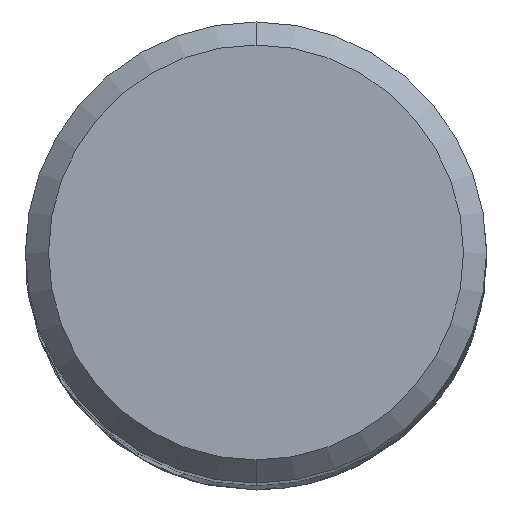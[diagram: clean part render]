
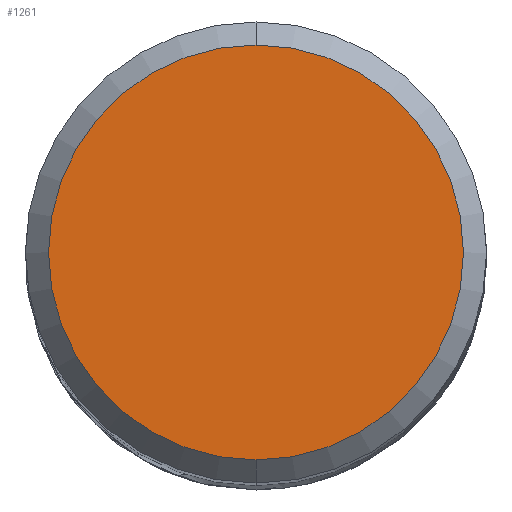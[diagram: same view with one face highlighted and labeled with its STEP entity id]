
A CAD part, top view. The second image highlights one B-rep face of the part: STEP entity #1261.
In plain terms, the highlighted planar face has unit normal (0, 0, 1).
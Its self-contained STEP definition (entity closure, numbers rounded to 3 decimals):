
#589=VERTEX_POINT('',#1518);
#733=VERTEX_POINT('',#1676);
#901=EDGE_CURVE('',#733,#589,#1863,.T.);
#1251=EDGE_CURVE('',#589,#733,#2243,.T.);
#1261=ADVANCED_FACE('',(#2253),#2254,.T.);
#1518=CARTESIAN_POINT('',(0.0,7.2,0.0));
#1676=CARTESIAN_POINT('',(0.,-7.2,0.0));
#1863=CIRCLE('',#8712,7.2);
#2243=CIRCLE('',#12521,7.2);
#2253=FACE_OUTER_BOUND('',#12542,.T.);
#2254=PLANE('',#12543);
#8712=AXIS2_PLACEMENT_3D('',#14362,#14363,#14364);
#12521=AXIS2_PLACEMENT_3D('',#14768,#14769,#14770);
#12542=EDGE_LOOP('',(#14775,#14776));
#12543=AXIS2_PLACEMENT_3D('',#14777,#14778,#14779);
#14362=CARTESIAN_POINT('',(0.0,0.0,0.0));
#14363=DIRECTION('',(0.0,0.0,-1.0));
#14364=DIRECTION('',(0.0,1.0,0.0));
#14768=CARTESIAN_POINT('',(0.0,0.0,0.0));
#14769=DIRECTION('',(0.0,0.0,-1.0));
#14770=DIRECTION('',(0.0,1.0,0.0));
#14775=ORIENTED_EDGE('',*,*,#1251,.F.);
#14776=ORIENTED_EDGE('',*,*,#901,.F.);
#14777=CARTESIAN_POINT('',(0.0,3.6,0.0));
#14778=DIRECTION('',(-0.0,0.0,1.0));
#14779=DIRECTION('',(0.0,-1.0,0.0));
